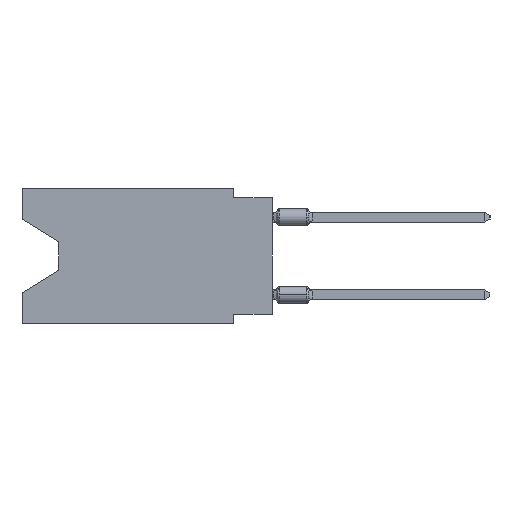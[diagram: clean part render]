
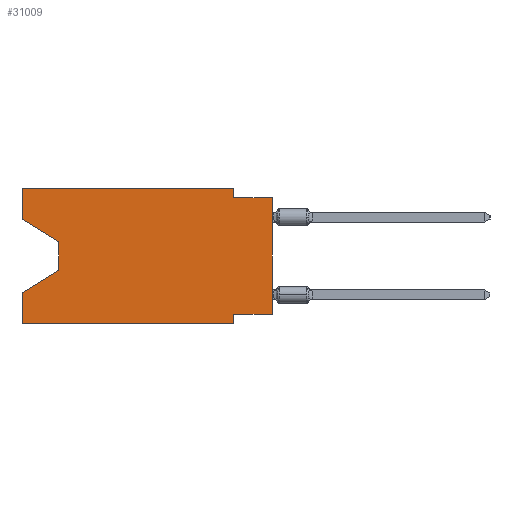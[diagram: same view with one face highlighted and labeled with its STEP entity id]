
A CAD part, left-side view. The second image highlights one B-rep face of the part: STEP entity #31009.
In plain terms, the highlighted planar face has unit normal (-1, 0, 0).
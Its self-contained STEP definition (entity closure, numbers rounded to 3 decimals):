
#342 = CARTESIAN_POINT ( 'NONE',  ( 0., 16.383, -8.89 ) ) ;
#860 = ORIENTED_EDGE ( 'NONE', *, *, #34403, .F. ) ;
#1170 = DIRECTION ( 'NONE',  ( 0., 1., 0. ) ) ;
#1370 = LINE ( 'NONE', #39552, #49718 ) ;
#2617 = EDGE_CURVE ( 'NONE', #42202, #9945, #29304, .T. ) ;
#3125 = ORIENTED_EDGE ( 'NONE', *, *, #15077, .F. ) ;
#4144 = VECTOR ( 'NONE', #39184, 1000. ) ;
#4159 = ORIENTED_EDGE ( 'NONE', *, *, #30745, .F. ) ;
#4383 = VECTOR ( 'NONE', #54180, 1000. ) ;
#4956 = AXIS2_PLACEMENT_3D ( 'NONE', #12771, #8883, #7791 ) ;
#5590 = DIRECTION ( 'NONE',  ( 0., -1., 0. ) ) ;
#6886 = VECTOR ( 'NONE', #5590, 1000. ) ;
#7307 = DIRECTION ( 'NONE',  ( 0., -0.855, -0.519 ) ) ;
#7791 = DIRECTION ( 'NONE',  ( 0., 0., -1. ) ) ;
#8062 = FACE_OUTER_BOUND ( 'NONE', #24012, .T. ) ;
#8249 = VECTOR ( 'NONE', #24034, 1000. ) ;
#8494 = ORIENTED_EDGE ( 'NONE', *, *, #51896, .F. ) ;
#8883 = DIRECTION ( 'NONE',  ( 1., 0., 0. ) ) ;
#9146 = CARTESIAN_POINT ( 'NONE',  ( 0., 0., -0.635 ) ) ;
#9945 = VERTEX_POINT ( 'NONE', #25490 ) ;
#10493 = CARTESIAN_POINT ( 'NONE',  ( 0., 0., 0. ) ) ;
#10690 = CARTESIAN_POINT ( 'NONE',  ( 0., 16.383, -2.038 ) ) ;
#12037 = VERTEX_POINT ( 'NONE', #38226 ) ;
#12313 = VERTEX_POINT ( 'NONE', #43958 ) ;
#12588 = ORIENTED_EDGE ( 'NONE', *, *, #29520, .T. ) ;
#12771 = CARTESIAN_POINT ( 'NONE',  ( 0., 16.383, 0. ) ) ;
#15077 = EDGE_CURVE ( 'NONE', #46876, #9945, #40063, .T. ) ;
#16806 = DIRECTION ( 'NONE',  ( 0., 0., -1. ) ) ;
#18384 = EDGE_CURVE ( 'NONE', #46876, #32979, #20620, .T. ) ;
#18775 = VERTEX_POINT ( 'NONE', #45160 ) ;
#20245 = ORIENTED_EDGE ( 'NONE', *, *, #37980, .T. ) ;
#20413 = CARTESIAN_POINT ( 'NONE',  ( 0., 2.54, -8.255 ) ) ;
#20620 = LINE ( 'NONE', #37471, #28741 ) ;
#21636 = VECTOR ( 'NONE', #42563, 1000. ) ;
#22227 = CARTESIAN_POINT ( 'NONE',  ( 0., 0., -8.255 ) ) ;
#23756 = CARTESIAN_POINT ( 'NONE',  ( 0., 16.383, 0. ) ) ;
#24012 = EDGE_LOOP ( 'NONE', ( #12588, #20245, #30026, #3125, #37230, #8494, #4159, #49223, #36459, #52549, #860, #53513 ) ) ;
#24034 = DIRECTION ( 'NONE',  ( 0., 0., 1. ) ) ;
#24306 = CARTESIAN_POINT ( 'NONE',  ( 0., 13.97, -3.505 ) ) ;
#25490 = CARTESIAN_POINT ( 'NONE',  ( 0., 16.383, -6.852 ) ) ;
#26104 = EDGE_CURVE ( 'NONE', #12313, #33207, #29517, .T. ) ;
#26202 = EDGE_CURVE ( 'NONE', #33207, #32951, #38904, .T. ) ;
#28380 = VERTEX_POINT ( 'NONE', #38021 ) ;
#28741 = VECTOR ( 'NONE', #45218, 1000. ) ;
#28902 = LINE ( 'NONE', #45207, #30469 ) ;
#29304 = LINE ( 'NONE', #50588, #21636 ) ;
#29517 = LINE ( 'NONE', #45579, #30118 ) ;
#29520 = EDGE_CURVE ( 'NONE', #46215, #12037, #28902, .T. ) ;
#30026 = ORIENTED_EDGE ( 'NONE', *, *, #2617, .T. ) ;
#30118 = VECTOR ( 'NONE', #16806, 1000. ) ;
#30469 = VECTOR ( 'NONE', #7307, 1000. ) ;
#30520 = CARTESIAN_POINT ( 'NONE',  ( 0., 16.383, 0. ) ) ;
#30745 = EDGE_CURVE ( 'NONE', #18775, #48763, #34658, .T. ) ;
#30998 = CARTESIAN_POINT ( 'NONE',  ( 0., 2.54, -8.89 ) ) ;
#31009 = ADVANCED_FACE ( 'NONE', ( #8062 ), #46250, .F. ) ;
#32951 = VERTEX_POINT ( 'NONE', #9146 ) ;
#32979 = VERTEX_POINT ( 'NONE', #30998 ) ;
#33207 = VERTEX_POINT ( 'NONE', #54487 ) ;
#34216 = CARTESIAN_POINT ( 'NONE',  ( 0., 0., -0.635 ) ) ;
#34403 = EDGE_CURVE ( 'NONE', #28380, #12313, #43233, .T. ) ;
#34658 = LINE ( 'NONE', #22227, #52664 ) ;
#34743 = DIRECTION ( 'NONE',  ( 0., -1., 0. ) ) ;
#35315 = CARTESIAN_POINT ( 'NONE',  ( 0., 16.383, 0. ) ) ;
#35404 = DIRECTION ( 'NONE',  ( 0., 0., -1. ) ) ;
#36459 = ORIENTED_EDGE ( 'NONE', *, *, #26202, .F. ) ;
#37230 = ORIENTED_EDGE ( 'NONE', *, *, #18384, .T. ) ;
#37471 = CARTESIAN_POINT ( 'NONE',  ( 0., 16.383, -8.89 ) ) ;
#37980 = EDGE_CURVE ( 'NONE', #12037, #42202, #45052, .T. ) ;
#38021 = CARTESIAN_POINT ( 'NONE',  ( 0., 16.383, 0. ) ) ;
#38226 = CARTESIAN_POINT ( 'NONE',  ( 0., 13.97, -3.505 ) ) ;
#38904 = LINE ( 'NONE', #34216, #43363 ) ;
#39184 = DIRECTION ( 'NONE',  ( 0., 0., 1. ) ) ;
#39552 = CARTESIAN_POINT ( 'NONE',  ( 0., 2.54, -8.89 ) ) ;
#40063 = LINE ( 'NONE', #23756, #46291 ) ;
#40442 = EDGE_CURVE ( 'NONE', #18775, #32951, #49481, .T. ) ;
#40618 = DIRECTION ( 'NONE',  ( 0., 0., 1. ) ) ;
#41589 = CARTESIAN_POINT ( 'NONE',  ( 0., 13.97, -5.385 ) ) ;
#42202 = VERTEX_POINT ( 'NONE', #41589 ) ;
#42563 = DIRECTION ( 'NONE',  ( 0., 0.855, -0.519 ) ) ;
#42809 = LINE ( 'NONE', #35315, #4144 ) ;
#43233 = LINE ( 'NONE', #30520, #6886 ) ;
#43363 = VECTOR ( 'NONE', #34743, 1000. ) ;
#43958 = CARTESIAN_POINT ( 'NONE',  ( 0., 2.54, 0. ) ) ;
#43989 = EDGE_CURVE ( 'NONE', #46215, #28380, #42809, .T. ) ;
#45052 = LINE ( 'NONE', #24306, #4383 ) ;
#45160 = CARTESIAN_POINT ( 'NONE',  ( 0., 0., -8.255 ) ) ;
#45207 = CARTESIAN_POINT ( 'NONE',  ( 0., 16.383, -2.038 ) ) ;
#45218 = DIRECTION ( 'NONE',  ( 0., -1., 0. ) ) ;
#45579 = CARTESIAN_POINT ( 'NONE',  ( 0., 2.54, 0. ) ) ;
#46215 = VERTEX_POINT ( 'NONE', #10690 ) ;
#46250 = PLANE ( 'NONE',  #4956 ) ;
#46291 = VECTOR ( 'NONE', #40618, 1000. ) ;
#46876 = VERTEX_POINT ( 'NONE', #342 ) ;
#48763 = VERTEX_POINT ( 'NONE', #20413 ) ;
#49223 = ORIENTED_EDGE ( 'NONE', *, *, #40442, .T. ) ;
#49481 = LINE ( 'NONE', #10493, #8249 ) ;
#49718 = VECTOR ( 'NONE', #35404, 1000. ) ;
#50588 = CARTESIAN_POINT ( 'NONE',  ( 0., 13.97, -5.385 ) ) ;
#51896 = EDGE_CURVE ( 'NONE', #48763, #32979, #1370, .T. ) ;
#52549 = ORIENTED_EDGE ( 'NONE', *, *, #26104, .F. ) ;
#52664 = VECTOR ( 'NONE', #1170, 1000. ) ;
#53513 = ORIENTED_EDGE ( 'NONE', *, *, #43989, .F. ) ;
#54180 = DIRECTION ( 'NONE',  ( 0., 0., -1. ) ) ;
#54487 = CARTESIAN_POINT ( 'NONE',  ( 0., 2.54, -0.635 ) ) ;
